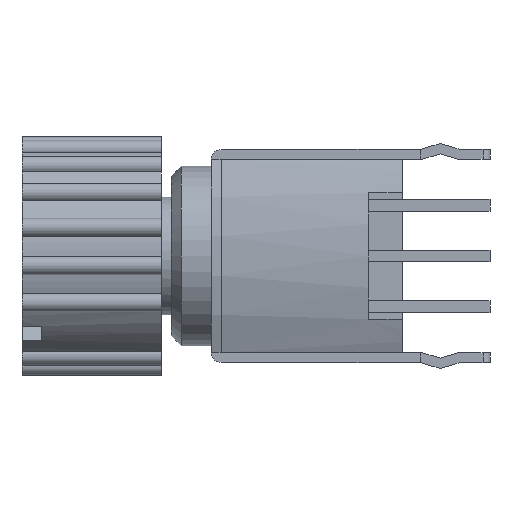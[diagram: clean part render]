
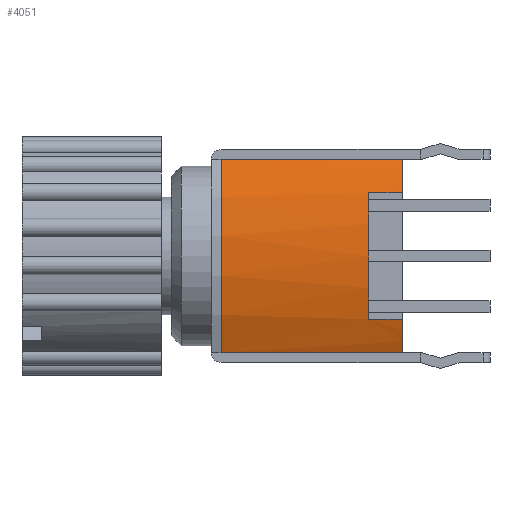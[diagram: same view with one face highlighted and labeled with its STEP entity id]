
A CAD part, left-side view. The second image highlights one B-rep face of the part: STEP entity #4051.
In plain terms, the highlighted cylindrical face has radius 12.213 mm (diameter 24.426 mm), a partial arc.
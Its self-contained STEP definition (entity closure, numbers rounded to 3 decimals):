
#106 = CARTESIAN_POINT ( 'NONE',  ( -4.93, -14.442, -3.175 ) ) ;
#198 = CIRCLE ( 'NONE', #1784, 12.213 ) ;
#277 = CYLINDRICAL_SURFACE ( 'NONE', #3650, 12.213 ) ;
#298 = VERTEX_POINT ( 'NONE', #433 ) ;
#332 = CARTESIAN_POINT ( 'NONE',  ( -4.346, 10., -4.85 ) ) ;
#433 = CARTESIAN_POINT ( 'NONE',  ( -4.93, 2.6, 3.175 ) ) ;
#502 = CARTESIAN_POINT ( 'NONE',  ( 6.863, 0.9, 0. ) ) ;
#586 = ORIENTED_EDGE ( 'NONE', *, *, #3815, .T. ) ;
#655 = ORIENTED_EDGE ( 'NONE', *, *, #6862, .F. ) ;
#676 = CARTESIAN_POINT ( 'NONE',  ( -4.93, 0.9, 3.175 ) ) ;
#730 = ORIENTED_EDGE ( 'NONE', *, *, #2334, .T. ) ;
#776 = CARTESIAN_POINT ( 'NONE',  ( 6.863, 0.9, 0. ) ) ;
#804 = EDGE_CURVE ( 'NONE', #6354, #298, #3403, .T. ) ;
#805 = LINE ( 'NONE', #1793, #3074 ) ;
#923 = CARTESIAN_POINT ( 'NONE',  ( -4.346, -14.442, -4.85 ) ) ;
#1116 = DIRECTION ( 'NONE',  ( 0., 1., 0. ) ) ;
#1264 = DIRECTION ( 'NONE',  ( 0., -1., 0. ) ) ;
#1392 = CARTESIAN_POINT ( 'NONE',  ( -4.346, 0.9, -4.85 ) ) ;
#1542 = VERTEX_POINT ( 'NONE', #6381 ) ;
#1643 = CARTESIAN_POINT ( 'NONE',  ( -4.93, 0.9, -3.175 ) ) ;
#1784 = AXIS2_PLACEMENT_3D ( 'NONE', #4059, #6878, #5215 ) ;
#1793 = CARTESIAN_POINT ( 'NONE',  ( -4.346, -14.442, 4.85 ) ) ;
#1986 = DIRECTION ( 'NONE',  ( 0., 1., 0. ) ) ;
#2143 = FACE_OUTER_BOUND ( 'NONE', #3471, .T. ) ;
#2192 = VECTOR ( 'NONE', #4279, 1000. ) ;
#2334 = EDGE_CURVE ( 'NONE', #3324, #5889, #805, .T. ) ;
#2515 = CIRCLE ( 'NONE', #4724, 12.213 ) ;
#2572 = VERTEX_POINT ( 'NONE', #332 ) ;
#2605 = ORIENTED_EDGE ( 'NONE', *, *, #3224, .T. ) ;
#2608 = CIRCLE ( 'NONE', #4890, 12.213 ) ;
#3058 = DIRECTION ( 'NONE',  ( 0., 0., 1. ) ) ;
#3074 = VECTOR ( 'NONE', #1116, 1000. ) ;
#3208 = CARTESIAN_POINT ( 'NONE',  ( -4.346, 10., 4.85 ) ) ;
#3224 = EDGE_CURVE ( 'NONE', #5889, #2572, #198, .T. ) ;
#3324 = VERTEX_POINT ( 'NONE', #4774 ) ;
#3355 = DIRECTION ( 'NONE',  ( 0., 0., 1. ) ) ;
#3381 = VERTEX_POINT ( 'NONE', #1392 ) ;
#3403 = LINE ( 'NONE', #6513, #6546 ) ;
#3428 = DIRECTION ( 'NONE',  ( 0., 0., 1. ) ) ;
#3471 = EDGE_LOOP ( 'NONE', ( #6144, #586, #730, #2605, #5158, #3502, #655, #3936 ) ) ;
#3502 = ORIENTED_EDGE ( 'NONE', *, *, #4649, .T. ) ;
#3635 = DIRECTION ( 'NONE',  ( 0., 1., 0. ) ) ;
#3650 = AXIS2_PLACEMENT_3D ( 'NONE', #6319, #5717, #3428 ) ;
#3815 = EDGE_CURVE ( 'NONE', #6354, #3324, #2515, .T. ) ;
#3885 = DIRECTION ( 'NONE',  ( 0., -1., 0. ) ) ;
#3936 = ORIENTED_EDGE ( 'NONE', *, *, #6724, .F. ) ;
#4025 = DIRECTION ( 'NONE',  ( 0., 0., -1. ) ) ;
#4051 = ADVANCED_FACE ( 'NONE', ( #2143 ), #277, .T. ) ;
#4059 = CARTESIAN_POINT ( 'NONE',  ( 6.863, 10., 0. ) ) ;
#4171 = VECTOR ( 'NONE', #1264, 1000. ) ;
#4279 = DIRECTION ( 'NONE',  ( 0., 1., 0. ) ) ;
#4649 = EDGE_CURVE ( 'NONE', #3381, #6216, #7118, .T. ) ;
#4724 = AXIS2_PLACEMENT_3D ( 'NONE', #776, #3635, #3058 ) ;
#4774 = CARTESIAN_POINT ( 'NONE',  ( -4.346, 0.9, 4.85 ) ) ;
#4890 = AXIS2_PLACEMENT_3D ( 'NONE', #4969, #3885, #4025 ) ;
#4969 = CARTESIAN_POINT ( 'NONE',  ( 6.863, 2.6, 0. ) ) ;
#5158 = ORIENTED_EDGE ( 'NONE', *, *, #5309, .F. ) ;
#5215 = DIRECTION ( 'NONE',  ( 0., 0., -1. ) ) ;
#5309 = EDGE_CURVE ( 'NONE', #3381, #2572, #6928, .T. ) ;
#5717 = DIRECTION ( 'NONE',  ( 0., 1., 0. ) ) ;
#5889 = VERTEX_POINT ( 'NONE', #3208 ) ;
#6144 = ORIENTED_EDGE ( 'NONE', *, *, #804, .F. ) ;
#6216 = VERTEX_POINT ( 'NONE', #1643 ) ;
#6256 = DIRECTION ( 'NONE',  ( 0., 1., 0. ) ) ;
#6319 = CARTESIAN_POINT ( 'NONE',  ( 6.863, -14.442, 0. ) ) ;
#6354 = VERTEX_POINT ( 'NONE', #676 ) ;
#6381 = CARTESIAN_POINT ( 'NONE',  ( -4.93, 2.6, -3.175 ) ) ;
#6513 = CARTESIAN_POINT ( 'NONE',  ( -4.93, -14.442, 3.175 ) ) ;
#6546 = VECTOR ( 'NONE', #1986, 1000. ) ;
#6724 = EDGE_CURVE ( 'NONE', #298, #1542, #2608, .T. ) ;
#6862 = EDGE_CURVE ( 'NONE', #1542, #6216, #6899, .T. ) ;
#6878 = DIRECTION ( 'NONE',  ( 0., -1., 0. ) ) ;
#6899 = LINE ( 'NONE', #106, #4171 ) ;
#6928 = LINE ( 'NONE', #923, #2192 ) ;
#7118 = CIRCLE ( 'NONE', #7167, 12.213 ) ;
#7167 = AXIS2_PLACEMENT_3D ( 'NONE', #502, #6256, #3355 ) ;
